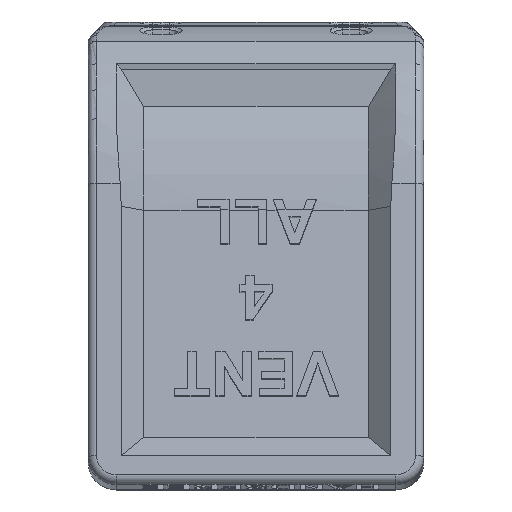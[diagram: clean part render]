
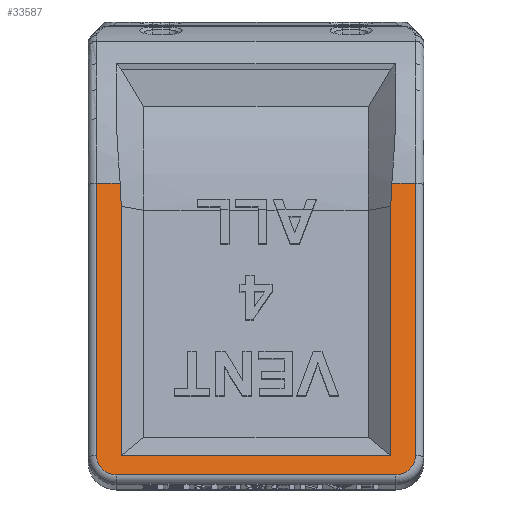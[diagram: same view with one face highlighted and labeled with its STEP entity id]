
A CAD part, left-side view. The second image highlights one B-rep face of the part: STEP entity #33587.
In plain terms, the highlighted planar face has unit normal (-0.985, 0, 0.174).
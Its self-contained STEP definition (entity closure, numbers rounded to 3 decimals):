
#74 = ORIENTED_EDGE ( 'NONE', *, *, #2192, .T. ) ;
#207 = LINE ( 'NONE', #22605, #2848 ) ;
#286 = CARTESIAN_POINT ( 'NONE',  ( -89.956, -25., -77.513 ) ) ;
#788 = LINE ( 'NONE', #14074, #15873 ) ;
#820 = CARTESIAN_POINT ( 'NONE',  ( -89.956, 28.5, -77.513 ) ) ;
#1070 = PLANE ( 'NONE',  #32191 ) ;
#1078 = LINE ( 'NONE', #9664, #16155 ) ;
#1544 = VERTEX_POINT ( 'NONE', #17835 ) ;
#1924 = LINE ( 'NONE', #33972, #24575 ) ;
#1927 = AXIS2_PLACEMENT_3D ( 'NONE', #286, #20127, #3109 ) ;
#1940 = EDGE_CURVE ( 'NONE', #29748, #7570, #788, .T. ) ;
#2192 = EDGE_CURVE ( 'NONE', #22803, #28572, #24446, .T. ) ;
#2261 = LINE ( 'NONE', #22712, #25812 ) ;
#2347 = ORIENTED_EDGE ( 'NONE', *, *, #30217, .T. ) ;
#2753 = DIRECTION ( 'NONE',  ( 0., -1., 0. ) ) ;
#2848 = VECTOR ( 'NONE', #2753, 1000. ) ;
#3109 = DIRECTION ( 'NONE',  ( -0.174, 0., -0.985 ) ) ;
#3119 = CARTESIAN_POINT ( 'NONE',  ( -81.616, -24.16, -30.214 ) ) ;
#4110 = CARTESIAN_POINT ( 'NONE',  ( -82.102, 24.1, -32.972 ) ) ;
#4183 = B_SPLINE_CURVE_WITH_KNOTS ( 'NONE', 3,
 ( #20140, #3119, #6000, #25839 ),
 .UNSPECIFIED., .F., .F.,
 ( 4, 4 ),
 ( 0., 0.004 ),
 .UNSPECIFIED. ) ;
#4397 = CARTESIAN_POINT ( 'NONE',  ( -81.373, 24.279, -28.839 ) ) ;
#4980 = FACE_OUTER_BOUND ( 'NONE', #6457, .T. ) ;
#5507 = VECTOR ( 'NONE', #20651, 1000. ) ;
#6000 = CARTESIAN_POINT ( 'NONE',  ( -81.859, -24.1, -31.592 ) ) ;
#6219 = EDGE_CURVE ( 'NONE', #28977, #28880, #13077, .T. ) ;
#6457 = EDGE_LOOP ( 'NONE', ( #17807, #26328, #14430, #25481, #28884, #22042, #9784, #2347, #27574, #10152, #32350, #74 ) ) ;
#7139 = VERTEX_POINT ( 'NONE', #18185 ) ;
#7570 = VERTEX_POINT ( 'NONE', #29343 ) ;
#9303 = EDGE_CURVE ( 'NONE', #24823, #28864, #28052, .T. ) ;
#9564 = CARTESIAN_POINT ( 'NONE',  ( -81.373, -28.5, -28.839 ) ) ;
#9648 = DIRECTION ( 'NONE',  ( -0.174, 0., -0.985 ) ) ;
#9664 = CARTESIAN_POINT ( 'NONE',  ( -90.824, -24.1, -82.437 ) ) ;
#9784 = ORIENTED_EDGE ( 'NONE', *, *, #1940, .T. ) ;
#10152 = ORIENTED_EDGE ( 'NONE', *, *, #19788, .F. ) ;
#10825 = VERTEX_POINT ( 'NONE', #25454 ) ;
#12531 = CARTESIAN_POINT ( 'NONE',  ( -90.824, 24.1, -82.437 ) ) ;
#13077 = LINE ( 'NONE', #820, #5507 ) ;
#13629 = CARTESIAN_POINT ( 'NONE',  ( -89.956, 30., -77.513 ) ) ;
#13941 = EDGE_CURVE ( 'NONE', #28880, #26242, #27803, .T. ) ;
#14074 = CARTESIAN_POINT ( 'NONE',  ( -81.373, 30., -28.839 ) ) ;
#14430 = ORIENTED_EDGE ( 'NONE', *, *, #13941, .T. ) ;
#14811 = CARTESIAN_POINT ( 'NONE',  ( -81.373, 28.5, -28.839 ) ) ;
#15596 = VECTOR ( 'NONE', #33532, 1000. ) ;
#15605 = CARTESIAN_POINT ( 'NONE',  ( -89.956, 25., -77.513 ) ) ;
#15873 = VECTOR ( 'NONE', #33979, 1000. ) ;
#16155 = VECTOR ( 'NONE', #29533, 1000. ) ;
#16584 = EDGE_CURVE ( 'NONE', #7139, #1544, #1078, .T. ) ;
#16891 = DIRECTION ( 'NONE',  ( 0., 1., 0. ) ) ;
#17807 = ORIENTED_EDGE ( 'NONE', *, *, #32342, .T. ) ;
#17835 = CARTESIAN_POINT ( 'NONE',  ( -89.956, -24.1, -77.513 ) ) ;
#18185 = CARTESIAN_POINT ( 'NONE',  ( -82.102, -24.1, -32.972 ) ) ;
#18213 = DIRECTION ( 'NONE',  ( 0.174, 0., 0.985 ) ) ;
#18465 = DIRECTION ( 'NONE',  ( -0.174, 0., -0.985 ) ) ;
#19788 = EDGE_CURVE ( 'NONE', #10825, #1544, #23142, .T. ) ;
#19990 = CARTESIAN_POINT ( 'NONE',  ( -89.956, 28.5, -77.513 ) ) ;
#20127 = DIRECTION ( 'NONE',  ( -0.985, 0., 0.174 ) ) ;
#20140 = CARTESIAN_POINT ( 'NONE',  ( -81.373, -24.279, -28.839 ) ) ;
#20225 = DIRECTION ( 'NONE',  ( 0.174, 0., 0.985 ) ) ;
#20651 = DIRECTION ( 'NONE',  ( -0.174, 0., -0.985 ) ) ;
#21129 = EDGE_CURVE ( 'NONE', #28864, #29748, #2261, .T. ) ;
#21224 = CARTESIAN_POINT ( 'NONE',  ( -82.102, 24.1, -32.972 ) ) ;
#21674 = CARTESIAN_POINT ( 'NONE',  ( -90.564, -25., -80.96 ) ) ;
#22042 = ORIENTED_EDGE ( 'NONE', *, *, #21129, .T. ) ;
#22605 = CARTESIAN_POINT ( 'NONE',  ( -90.564, 30., -80.96 ) ) ;
#22712 = CARTESIAN_POINT ( 'NONE',  ( -90.824, -28.5, -82.437 ) ) ;
#22803 = VERTEX_POINT ( 'NONE', #21224 ) ;
#23142 = LINE ( 'NONE', #13629, #15596 ) ;
#23332 = VECTOR ( 'NONE', #18213, 1000. ) ;
#23768 = CARTESIAN_POINT ( 'NONE',  ( -90.824, 30., -82.437 ) ) ;
#23907 = AXIS2_PLACEMENT_3D ( 'NONE', #15605, #35523, #18465 ) ;
#23961 = CARTESIAN_POINT ( 'NONE',  ( -81.373, 24.279, -28.839 ) ) ;
#24446 = B_SPLINE_CURVE_WITH_KNOTS ( 'NONE', 3,
 ( #4110, #35323, #29583, #23961 ),
 .UNSPECIFIED., .F., .F.,
 ( 4, 4 ),
 ( 0., 0.004 ),
 .UNSPECIFIED. ) ;
#24575 = VECTOR ( 'NONE', #16891, 1000. ) ;
#24823 = VERTEX_POINT ( 'NONE', #21674 ) ;
#25454 = CARTESIAN_POINT ( 'NONE',  ( -89.956, 24.1, -77.513 ) ) ;
#25481 = ORIENTED_EDGE ( 'NONE', *, *, #31507, .T. ) ;
#25812 = VECTOR ( 'NONE', #20225, 1000. ) ;
#25839 = CARTESIAN_POINT ( 'NONE',  ( -82.102, -24.1, -32.972 ) ) ;
#26242 = VERTEX_POINT ( 'NONE', #33845 ) ;
#26328 = ORIENTED_EDGE ( 'NONE', *, *, #6219, .T. ) ;
#26607 = DIRECTION ( 'NONE',  ( 0.985, 0., -0.174 ) ) ;
#27574 = ORIENTED_EDGE ( 'NONE', *, *, #16584, .T. ) ;
#27803 = CIRCLE ( 'NONE', #23907, 3.5 ) ;
#28052 = CIRCLE ( 'NONE', #1927, 3.5 ) ;
#28572 = VERTEX_POINT ( 'NONE', #4397 ) ;
#28864 = VERTEX_POINT ( 'NONE', #31339 ) ;
#28880 = VERTEX_POINT ( 'NONE', #19990 ) ;
#28884 = ORIENTED_EDGE ( 'NONE', *, *, #9303, .T. ) ;
#28977 = VERTEX_POINT ( 'NONE', #14811 ) ;
#29343 = CARTESIAN_POINT ( 'NONE',  ( -81.373, -24.279, -28.839 ) ) ;
#29533 = DIRECTION ( 'NONE',  ( -0.174, 0., -0.985 ) ) ;
#29583 = CARTESIAN_POINT ( 'NONE',  ( -81.616, 24.16, -30.214 ) ) ;
#29748 = VERTEX_POINT ( 'NONE', #9564 ) ;
#29771 = EDGE_CURVE ( 'NONE', #10825, #22803, #30904, .T. ) ;
#30217 = EDGE_CURVE ( 'NONE', #7570, #7139, #4183, .T. ) ;
#30904 = LINE ( 'NONE', #12531, #23332 ) ;
#31339 = CARTESIAN_POINT ( 'NONE',  ( -89.956, -28.5, -77.513 ) ) ;
#31507 = EDGE_CURVE ( 'NONE', #26242, #24823, #207, .T. ) ;
#32191 = AXIS2_PLACEMENT_3D ( 'NONE', #23768, #26607, #9648 ) ;
#32342 = EDGE_CURVE ( 'NONE', #28572, #28977, #1924, .T. ) ;
#32350 = ORIENTED_EDGE ( 'NONE', *, *, #29771, .T. ) ;
#33532 = DIRECTION ( 'NONE',  ( 0., -1., 0. ) ) ;
#33587 = ADVANCED_FACE ( 'NONE', ( #4980 ), #1070, .F. ) ;
#33845 = CARTESIAN_POINT ( 'NONE',  ( -90.564, 25., -80.96 ) ) ;
#33972 = CARTESIAN_POINT ( 'NONE',  ( -81.373, 30., -28.839 ) ) ;
#33979 = DIRECTION ( 'NONE',  ( 0., 1., 0. ) ) ;
#35323 = CARTESIAN_POINT ( 'NONE',  ( -81.859, 24.1, -31.592 ) ) ;
#35523 = DIRECTION ( 'NONE',  ( -0.985, 0., 0.174 ) ) ;
